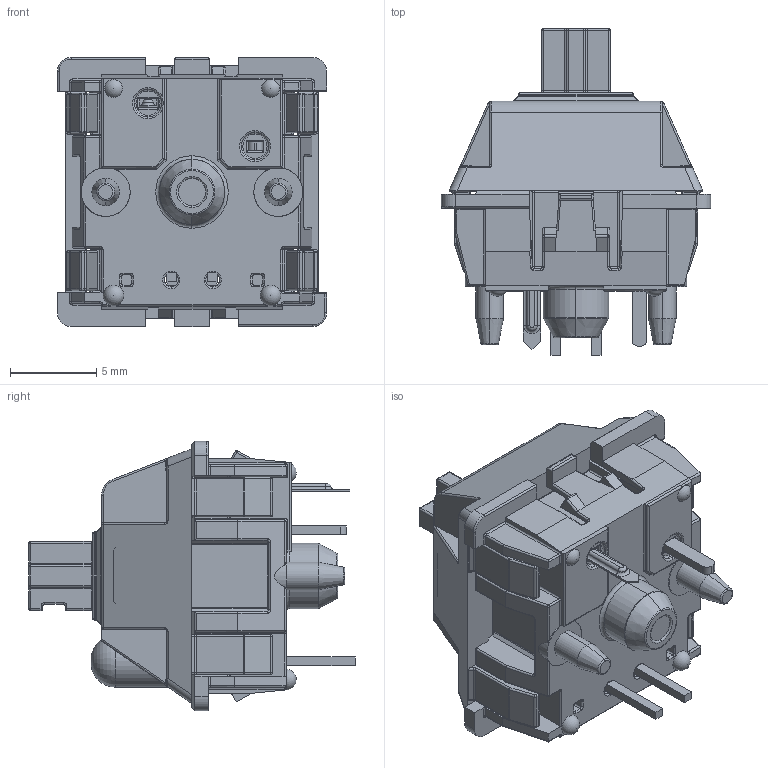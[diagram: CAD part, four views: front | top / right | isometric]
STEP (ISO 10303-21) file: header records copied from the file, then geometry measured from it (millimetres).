
FILE_DESCRIPTION (( 'STEP AP214' ), '1' );
FILE_NAME ('MX 偌瑩.STEP', '2016-07-20T04:19:30', ( '' ), ( '' ), 'SwSTEP 2.0', 'SolidWorks 2016', '' );
FILE_SCHEMA (( 'AUTOMOTIVE_DESIGN' ));
Length unit declared in the file: millimetre
Products named in the file (6): MX轴 轴体 底部 μ×2__默认_á2____è_; MX 轴 轴体áì_¨￠¨__; MX 按键_ü_¨1; 针脚___默认__è_; MX粣 拸簽LEDLEDLED; MX 轴 按键′_ü___¨1
Assembly tree (5 placements, depth 2):
  MX 按键_ü_¨1
    MX 轴 按键′_ü___¨1
    MX 轴 轴体áì_¨￠¨__
    MX粣 拸簽LEDLEDLED
    MX轴 轴体 底部 μ×2__默认_á2____è_
    针脚___默认__è_
Bounding box: 15.6 x 18.9 x 15.6 mm (x, y, z)
Volume: 1125.8 mm3; surface area: 2737.9 mm2
Topology: 10 solids, 10 shells, 1565 faces, 3752 edges, 2104 vertices
Faces by surface type: cylinder 681, plane 455, torus 247, sphere 113, bspline 59, cone 10
Entity records: 45238 total; most frequent: CARTESIAN_POINT 9574, DIRECTION 7815, ORIENTED_EDGE 7272, EDGE_CURVE 3636, AXIS2_PLACEMENT_3D 2953, VERTEX_POINT 2097, LINE 1909, VECTOR 1909
